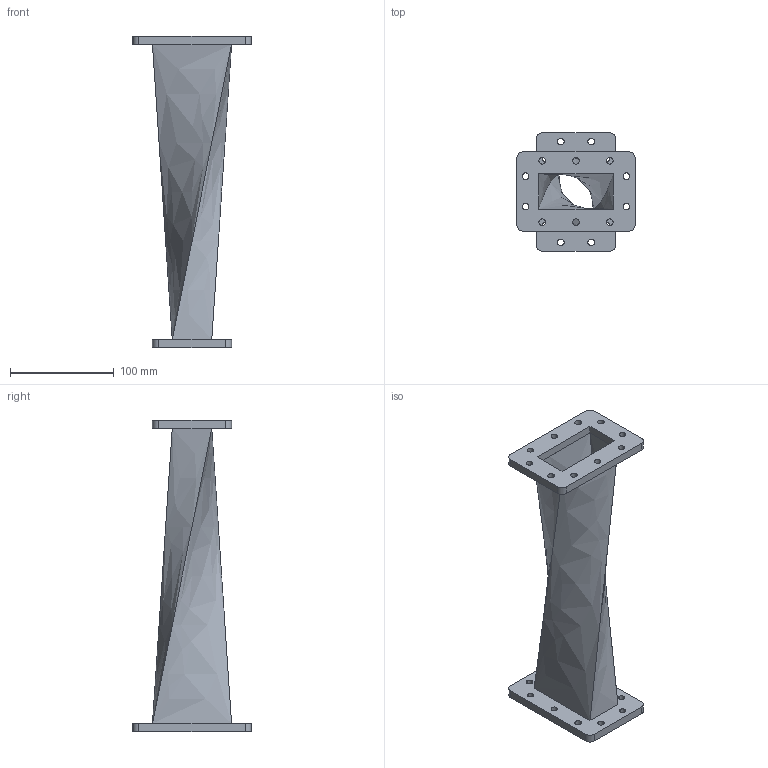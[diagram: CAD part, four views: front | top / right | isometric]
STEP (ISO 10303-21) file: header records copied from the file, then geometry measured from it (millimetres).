
FILE_DESCRIPTION (( 'STEP AP214' ), '1' );
FILE_NAME ('FMW284TW001_3D.step', '2024-05-16T23:01:27', ( '' ), ( '' ), 'SwSTEP 2.0', 'SolidWorks 2022', '' );
FILE_SCHEMA (( 'AUTOMOTIVE_DESIGN' ));
Length unit declared in the file: inch
Products named in the file (1): FMW284TW001_3D
Bounding box: 114.3 x 114.3 x 300 mm (x, y, z)
Volume: 192533.8 mm3; surface area: 137836.4 mm2
Topology: 1 solids, 1 shells, 111 faces, 299 edges, 195 vertices
Faces by surface type: cylinder 60, plane 43, bspline 8
Entity records: 4309 total; most frequent: CARTESIAN_POINT 1336, DIRECTION 612, ORIENTED_EDGE 598, EDGE_CURVE 299, AXIS2_PLACEMENT_3D 224, VERTEX_POINT 195, LINE 164, VECTOR 164
